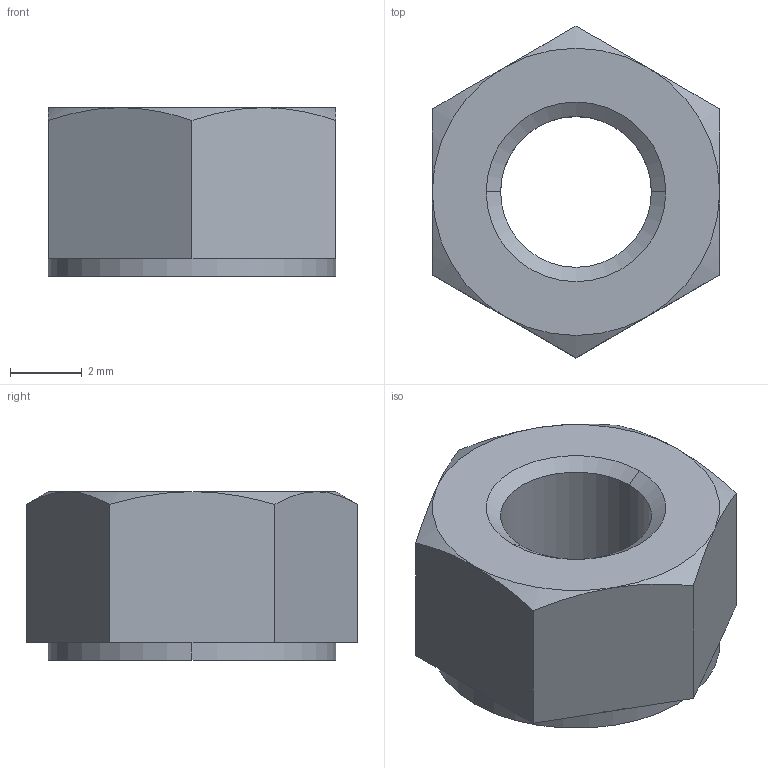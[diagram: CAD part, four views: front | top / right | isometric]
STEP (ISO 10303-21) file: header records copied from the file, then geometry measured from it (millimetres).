
FILE_DESCRIPTION (( 'STEP AP203' ), '1' );
FILE_NAME ('Hexagon Nut ISO - 4032 - M5 - W - N_Hexagon Nut ISO - 4032 - M5 - W - N_sldprt.STEP', '2018-08-17T13:41:00', ( '' ), ( '' ), 'SwSTEP 2.0', 'SolidWorks 2014', '' );
FILE_SCHEMA (( 'CONFIG_CONTROL_DESIGN' ));
Length unit declared in the file: millimetre
Products named in the file (1): Hexagon Nut ISO - 4032 - M5 - W - N_Hexagon Nut ISO - 4032 - M5 - W - N_sldprt
Bounding box: 8 x 9.24 x 4.7 mm (x, y, z)
Volume: 190.5 mm3; surface area: 266.7 mm2
Topology: 1 solids, 1 shells, 30 faces, 64 edges, 36 vertices
Faces by surface type: plane 14, cone 10, cylinder 6
Entity records: 901 total; most frequent: CARTESIAN_POINT 183, DIRECTION 138, ORIENTED_EDGE 128, EDGE_CURVE 64, AXIS2_PLACEMENT_3D 55, VERTEX_POINT 36, EDGE_LOOP 32, FACE_OUTER_BOUND 30
